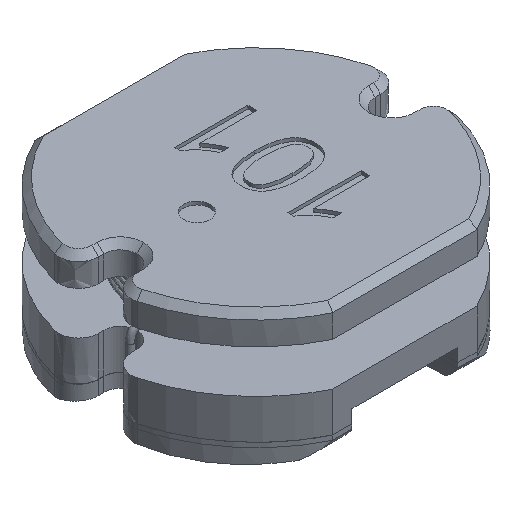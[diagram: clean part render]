
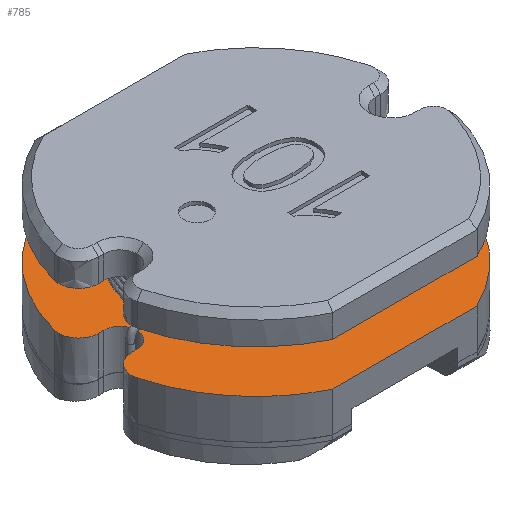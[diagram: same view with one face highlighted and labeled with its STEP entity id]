
A CAD part, isometric view. The second image highlights one B-rep face of the part: STEP entity #785.
In plain terms, the highlighted free-form (B-spline) face has degree [1, 1] with [2, 2] control points.
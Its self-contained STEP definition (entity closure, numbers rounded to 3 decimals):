
#98=CARTESIAN_POINT('',(-1.09,-2.25,-1.1));
#99=VERTEX_POINT('',#98);
#105=CARTESIAN_POINT('',(1.09,-2.25,-1.1));
#106=VERTEX_POINT('',#105);
#107=CARTESIAN_POINT('',(-1.09,-2.25,-1.1));
#108=CARTESIAN_POINT('',(1.09,-2.25,-1.1));
#109=B_SPLINE_CURVE_WITH_KNOTS('',1,(#107,#108),.POLYLINE_FORM.,.F.,.U.,(2,2),(0.29,0.478),.UNSPECIFIED.);
#110=EDGE_CURVE('',#99,#106,#109,.T.);
#198=CARTESIAN_POINT('',(1.09,2.25,-1.1));
#199=VERTEX_POINT('',#198);
#205=CARTESIAN_POINT('',(-1.09,2.25,-1.1));
#206=VERTEX_POINT('',#205);
#207=CARTESIAN_POINT('',(1.09,2.25,-1.1));
#208=CARTESIAN_POINT('',(-1.09,2.25,-1.1));
#209=B_SPLINE_CURVE_WITH_KNOTS('',1,(#207,#208),.POLYLINE_FORM.,.F.,.U.,(2,2),(0.522,0.71),.UNSPECIFIED.);
#210=EDGE_CURVE('',#199,#206,#209,.T.);
#241=CARTESIAN_POINT('',(0.9,0.,-1.1));
#242=VERTEX_POINT('',#241);
#248=CARTESIAN_POINT('',(0.9,0.,-1.1));
#249=CARTESIAN_POINT('',(0.9,0.9,-1.1));
#250=CARTESIAN_POINT('',(0.,0.9,-1.1));
#251=CARTESIAN_POINT('',(-0.9,0.9,-1.1));
#252=CARTESIAN_POINT('',(-0.9,0.,-1.1));
#253=CARTESIAN_POINT('',(-0.9,-0.9,-1.1));
#254=CARTESIAN_POINT('',(0.,-0.9,-1.1));
#255=CARTESIAN_POINT('',(0.9,-0.9,-1.1));
#256=CARTESIAN_POINT('',(0.9,0.,-1.1));
#257=(BOUNDED_CURVE()B_SPLINE_CURVE(2,(#248,#249,#250,#251,#252,#253,#254,#255,#256),.CIRCULAR_ARC.,.T.,.U.)B_SPLINE_CURVE_WITH_KNOTS((3,2,2,2,3),(0.,0.25,0.5,0.75,1.),.UNSPECIFIED.)CURVE()GEOMETRIC_REPRESENTATION_ITEM()RATIONAL_B_SPLINE_CURVE((1.,0.707,1.,0.707,1.,0.707,1.,0.707,1.))REPRESENTATION_ITEM(''));
#258=EDGE_CURVE('',#242,#242,#257,.T.);
#359=CARTESIAN_POINT('',(-2.421,0.625,-1.1));
#360=VERTEX_POINT('',#359);
#375=CARTESIAN_POINT('',(-1.09,2.25,-1.1));
#376=CARTESIAN_POINT('',(-2.131,1.746,-1.1));
#377=CARTESIAN_POINT('',(-2.421,0.625,-1.1));
#378=(BOUNDED_CURVE()B_SPLINE_CURVE(2,(#375,#376,#377),.CIRCULAR_ARC.,.F.,.U.)B_SPLINE_CURVE_WITH_KNOTS((3,3),(0.,0.385),.UNSPECIFIED.)CURVE()GEOMETRIC_REPRESENTATION_ITEM()RATIONAL_B_SPLINE_CURVE((1.,0.883,0.946))REPRESENTATION_ITEM(''));
#379=EDGE_CURVE('',#206,#360,#378,.T.);
#397=CARTESIAN_POINT('',(-2.421,-0.625,-1.1));
#398=VERTEX_POINT('',#397);
#404=CARTESIAN_POINT('',(-2.421,-0.625,-1.1));
#405=CARTESIAN_POINT('',(-2.131,-1.746,-1.1));
#406=CARTESIAN_POINT('',(-1.09,-2.25,-1.1));
#407=(BOUNDED_CURVE()B_SPLINE_CURVE(2,(#404,#405,#406),.CIRCULAR_ARC.,.F.,.U.)B_SPLINE_CURVE_WITH_KNOTS((3,3),(0.615,1.),.UNSPECIFIED.)CURVE()GEOMETRIC_REPRESENTATION_ITEM()RATIONAL_B_SPLINE_CURVE((0.946,0.883,1.))REPRESENTATION_ITEM(''));
#408=EDGE_CURVE('',#398,#99,#407,.T.);
#503=CARTESIAN_POINT('',(2.421,-0.625,-1.1));
#504=VERTEX_POINT('',#503);
#519=CARTESIAN_POINT('',(1.09,-2.25,-1.1));
#520=CARTESIAN_POINT('',(2.131,-1.746,-1.1));
#521=CARTESIAN_POINT('',(2.421,-0.625,-1.1));
#522=(BOUNDED_CURVE()B_SPLINE_CURVE(2,(#519,#520,#521),.CIRCULAR_ARC.,.F.,.U.)B_SPLINE_CURVE_WITH_KNOTS((3,3),(0.,0.385),.UNSPECIFIED.)CURVE()GEOMETRIC_REPRESENTATION_ITEM()RATIONAL_B_SPLINE_CURVE((1.,0.883,0.946))REPRESENTATION_ITEM(''));
#523=EDGE_CURVE('',#106,#504,#522,.T.);
#541=CARTESIAN_POINT('',(2.421,0.625,-1.1));
#542=VERTEX_POINT('',#541);
#548=CARTESIAN_POINT('',(2.421,0.625,-1.1));
#549=CARTESIAN_POINT('',(2.131,1.746,-1.1));
#550=CARTESIAN_POINT('',(1.09,2.25,-1.1));
#551=(BOUNDED_CURVE()B_SPLINE_CURVE(2,(#548,#549,#550),.CIRCULAR_ARC.,.F.,.U.)B_SPLINE_CURVE_WITH_KNOTS((3,3),(0.615,1.),.UNSPECIFIED.)CURVE()GEOMETRIC_REPRESENTATION_ITEM()RATIONAL_B_SPLINE_CURVE((0.946,0.883,1.))REPRESENTATION_ITEM(''));
#552=EDGE_CURVE('',#542,#199,#551,.T.);
#675=CARTESIAN_POINT('',(-2.487,-2.25,-1.1));
#676=CARTESIAN_POINT('',(-2.487,2.25,-1.1));
#677=CARTESIAN_POINT('',(2.487,-2.25,-1.1));
#678=CARTESIAN_POINT('',(2.487,2.25,-1.1));
#679=B_SPLINE_SURFACE_WITH_KNOTS('',1,1,((#675,#676),(#677,#678)),.PLANE_SURF.,.F.,.F.,.U.,(2,2),(2,2),(0.037,0.963),(0.081,0.919),.UNSPECIFIED.);
#680=CARTESIAN_POINT('',(-2.13,0.25,-1.1));
#681=VERTEX_POINT('',#680);
#682=CARTESIAN_POINT('',(-2.421,0.625,-1.1));
#683=CARTESIAN_POINT('',(-2.457,0.483,-1.1));
#684=CARTESIAN_POINT('',(-2.277,0.25,-1.1));
#685=CARTESIAN_POINT('',(-2.13,0.25,-1.1));
#686=(BOUNDED_CURVE()B_SPLINE_CURVE(2,(#682,#683,#684,#685),.UNSPECIFIED.,.F.,.U.)B_SPLINE_CURVE_WITH_KNOTS((3,1,3),(0.,0.5,1.),.UNSPECIFIED.)CURVE()GEOMETRIC_REPRESENTATION_ITEM()RATIONAL_B_SPLINE_CURVE((1.,0.806,0.806,1.))REPRESENTATION_ITEM(''));
#687=EDGE_CURVE('',#360,#681,#686,.T.);
#688=ORIENTED_EDGE('',*,*,#687,.T.);
#689=CARTESIAN_POINT('',(-2.05,0.25,-1.1));
#690=VERTEX_POINT('',#689);
#691=CARTESIAN_POINT('',(-2.05,0.25,-1.1));
#692=CARTESIAN_POINT('',(-2.13,0.25,-1.1));
#693=B_SPLINE_CURVE_WITH_KNOTS('',1,(#691,#692),.POLYLINE_FORM.,.F.,.U.,(2,2),(0.792,0.804),.UNSPECIFIED.);
#694=EDGE_CURVE('',#690,#681,#693,.T.);
#695=ORIENTED_EDGE('',*,*,#694,.F.);
#696=CARTESIAN_POINT('',(-1.8,0.,-1.1));
#697=VERTEX_POINT('',#696);
#698=CARTESIAN_POINT('',(-1.8,0.,-1.1));
#699=CARTESIAN_POINT('',(-1.8,0.25,-1.1));
#700=CARTESIAN_POINT('',(-2.05,0.25,-1.1));
#701=(BOUNDED_CURVE()B_SPLINE_CURVE(2,(#698,#699,#700),.CIRCULAR_ARC.,.F.,.U.)B_SPLINE_CURVE_WITH_KNOTS((3,3),(0.,1.),.UNSPECIFIED.)CURVE()GEOMETRIC_REPRESENTATION_ITEM()RATIONAL_B_SPLINE_CURVE((1.,0.707,1.))REPRESENTATION_ITEM(''));
#702=EDGE_CURVE('',#697,#690,#701,.T.);
#703=ORIENTED_EDGE('',*,*,#702,.F.);
#704=CARTESIAN_POINT('',(-2.05,-0.25,-1.1));
#705=VERTEX_POINT('',#704);
#706=CARTESIAN_POINT('',(-2.05,-0.25,-1.1));
#707=CARTESIAN_POINT('',(-1.946,-0.25,-1.1));
#708=CARTESIAN_POINT('',(-1.8,-0.104,-1.1));
#709=CARTESIAN_POINT('',(-1.8,0.,-1.1));
#710=(BOUNDED_CURVE()B_SPLINE_CURVE(2,(#706,#707,#708,#709),.CIRCULAR_ARC.,.F.,.U.)B_SPLINE_CURVE_WITH_KNOTS((3,1,3),(0.,0.5,1.),.UNSPECIFIED.)CURVE()GEOMETRIC_REPRESENTATION_ITEM()RATIONAL_B_SPLINE_CURVE((1.,0.854,0.854,1.))REPRESENTATION_ITEM(''));
#711=EDGE_CURVE('',#705,#697,#710,.T.);
#712=ORIENTED_EDGE('',*,*,#711,.F.);
#713=CARTESIAN_POINT('',(-2.13,-0.25,-1.1));
#714=VERTEX_POINT('',#713);
#715=CARTESIAN_POINT('',(-2.13,-0.25,-1.1));
#716=CARTESIAN_POINT('',(-2.05,-0.25,-1.1));
#717=B_SPLINE_CURVE_WITH_KNOTS('',1,(#715,#716),.POLYLINE_FORM.,.F.,.U.,(2,2),(0.196,0.208),.UNSPECIFIED.);
#718=EDGE_CURVE('',#714,#705,#717,.T.);
#719=ORIENTED_EDGE('',*,*,#718,.F.);
#720=CARTESIAN_POINT('',(-2.421,-0.625,-1.1));
#721=CARTESIAN_POINT('',(-2.457,-0.483,-1.1));
#722=CARTESIAN_POINT('',(-2.277,-0.25,-1.1));
#723=CARTESIAN_POINT('',(-2.13,-0.25,-1.1));
#724=(BOUNDED_CURVE()B_SPLINE_CURVE(2,(#720,#721,#722,#723),.UNSPECIFIED.,.F.,.U.)B_SPLINE_CURVE_WITH_KNOTS((3,1,3),(0.,0.5,1.),.UNSPECIFIED.)CURVE()GEOMETRIC_REPRESENTATION_ITEM()RATIONAL_B_SPLINE_CURVE((1.,0.806,0.806,1.))REPRESENTATION_ITEM(''));
#725=EDGE_CURVE('',#398,#714,#724,.T.);
#726=ORIENTED_EDGE('',*,*,#725,.F.);
#727=ORIENTED_EDGE('',*,*,#408,.T.);
#728=ORIENTED_EDGE('',*,*,#110,.T.);
#729=ORIENTED_EDGE('',*,*,#523,.T.);
#730=CARTESIAN_POINT('',(2.13,-0.25,-1.1));
#731=VERTEX_POINT('',#730);
#732=CARTESIAN_POINT('',(2.421,-0.625,-1.1));
#733=CARTESIAN_POINT('',(2.457,-0.483,-1.1));
#734=CARTESIAN_POINT('',(2.277,-0.25,-1.1));
#735=CARTESIAN_POINT('',(2.13,-0.25,-1.1));
#736=(BOUNDED_CURVE()B_SPLINE_CURVE(2,(#732,#733,#734,#735),.UNSPECIFIED.,.F.,.U.)B_SPLINE_CURVE_WITH_KNOTS((3,1,3),(0.,0.5,1.),.UNSPECIFIED.)CURVE()GEOMETRIC_REPRESENTATION_ITEM()RATIONAL_B_SPLINE_CURVE((1.,0.806,0.806,1.))REPRESENTATION_ITEM(''));
#737=EDGE_CURVE('',#504,#731,#736,.T.);
#738=ORIENTED_EDGE('',*,*,#737,.T.);
#739=CARTESIAN_POINT('',(2.05,-0.25,-1.1));
#740=VERTEX_POINT('',#739);
#741=CARTESIAN_POINT('',(2.05,-0.25,-1.1));
#742=CARTESIAN_POINT('',(2.13,-0.25,-1.1));
#743=B_SPLINE_CURVE_WITH_KNOTS('',1,(#741,#742),.POLYLINE_FORM.,.F.,.U.,(2,2),(0.792,0.804),.UNSPECIFIED.);
#744=EDGE_CURVE('',#740,#731,#743,.T.);
#745=ORIENTED_EDGE('',*,*,#744,.F.);
#746=CARTESIAN_POINT('',(1.8,0.,-1.1));
#747=VERTEX_POINT('',#746);
#748=CARTESIAN_POINT('',(1.8,0.,-1.1));
#749=CARTESIAN_POINT('',(1.8,-0.25,-1.1));
#750=CARTESIAN_POINT('',(2.05,-0.25,-1.1));
#751=(BOUNDED_CURVE()B_SPLINE_CURVE(2,(#748,#749,#750),.CIRCULAR_ARC.,.F.,.U.)B_SPLINE_CURVE_WITH_KNOTS((3,3),(0.,1.),.UNSPECIFIED.)CURVE()GEOMETRIC_REPRESENTATION_ITEM()RATIONAL_B_SPLINE_CURVE((1.,0.707,1.))REPRESENTATION_ITEM(''));
#752=EDGE_CURVE('',#747,#740,#751,.T.);
#753=ORIENTED_EDGE('',*,*,#752,.F.);
#754=CARTESIAN_POINT('',(2.05,0.25,-1.1));
#755=VERTEX_POINT('',#754);
#756=CARTESIAN_POINT('',(2.05,0.25,-1.1));
#757=CARTESIAN_POINT('',(1.946,0.25,-1.1));
#758=CARTESIAN_POINT('',(1.8,0.104,-1.1));
#759=CARTESIAN_POINT('',(1.8,0.,-1.1));
#760=(BOUNDED_CURVE()B_SPLINE_CURVE(2,(#756,#757,#758,#759),.CIRCULAR_ARC.,.F.,.U.)B_SPLINE_CURVE_WITH_KNOTS((3,1,3),(0.,0.5,1.),.UNSPECIFIED.)CURVE()GEOMETRIC_REPRESENTATION_ITEM()RATIONAL_B_SPLINE_CURVE((1.,0.854,0.854,1.))REPRESENTATION_ITEM(''));
#761=EDGE_CURVE('',#755,#747,#760,.T.);
#762=ORIENTED_EDGE('',*,*,#761,.F.);
#763=CARTESIAN_POINT('',(2.13,0.25,-1.1));
#764=VERTEX_POINT('',#763);
#765=CARTESIAN_POINT('',(2.13,0.25,-1.1));
#766=CARTESIAN_POINT('',(2.05,0.25,-1.1));
#767=B_SPLINE_CURVE_WITH_KNOTS('',1,(#765,#766),.POLYLINE_FORM.,.F.,.U.,(2,2),(0.196,0.208),.UNSPECIFIED.);
#768=EDGE_CURVE('',#764,#755,#767,.T.);
#769=ORIENTED_EDGE('',*,*,#768,.F.);
#770=CARTESIAN_POINT('',(2.421,0.625,-1.1));
#771=CARTESIAN_POINT('',(2.457,0.483,-1.1));
#772=CARTESIAN_POINT('',(2.277,0.25,-1.1));
#773=CARTESIAN_POINT('',(2.13,0.25,-1.1));
#774=(BOUNDED_CURVE()B_SPLINE_CURVE(2,(#770,#771,#772,#773),.UNSPECIFIED.,.F.,.U.)B_SPLINE_CURVE_WITH_KNOTS((3,1,3),(0.,0.5,1.),.UNSPECIFIED.)CURVE()GEOMETRIC_REPRESENTATION_ITEM()RATIONAL_B_SPLINE_CURVE((1.,0.806,0.806,1.))REPRESENTATION_ITEM(''));
#775=EDGE_CURVE('',#542,#764,#774,.T.);
#776=ORIENTED_EDGE('',*,*,#775,.F.);
#777=ORIENTED_EDGE('',*,*,#552,.T.);
#778=ORIENTED_EDGE('',*,*,#210,.T.);
#779=ORIENTED_EDGE('',*,*,#379,.T.);
#780=EDGE_LOOP('',(#688,#695,#703,#712,#719,#726,#727,#728,#729,#738,#745,#753,#762,#769,#776,#777,#778,#779));
#781=FACE_OUTER_BOUND('',#780,.T.);
#782=ORIENTED_EDGE('',*,*,#258,.F.);
#783=EDGE_LOOP('',(#782));
#784=FACE_BOUND('',#783,.T.);
#785=ADVANCED_FACE('',(#781,#784),#679,.T.);
